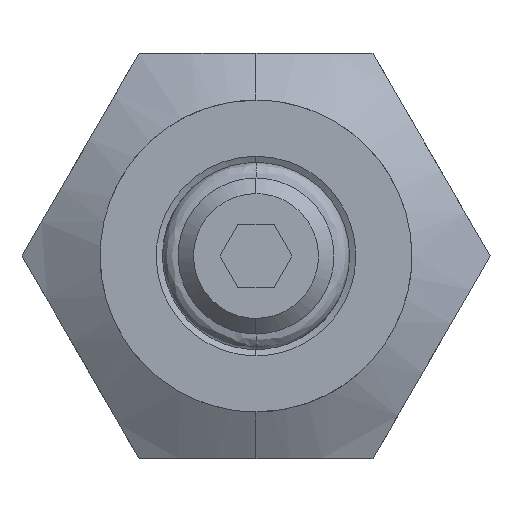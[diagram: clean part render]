
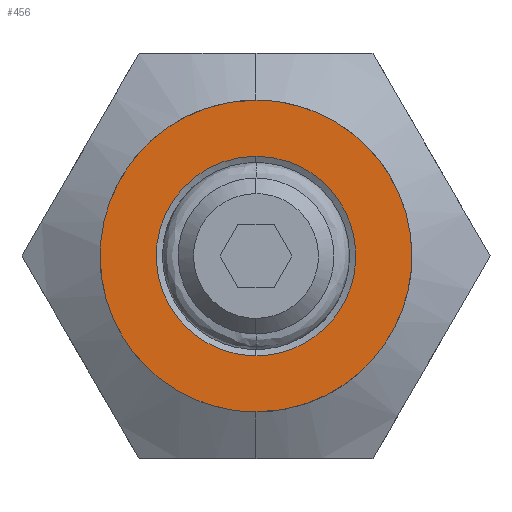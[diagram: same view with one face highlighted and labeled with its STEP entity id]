
A CAD part, front view. The second image highlights one B-rep face of the part: STEP entity #456.
In plain terms, the highlighted free-form (B-spline) face has degree [1, 1] with [2, 2] control points.
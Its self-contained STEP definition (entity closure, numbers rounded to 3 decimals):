
#22 = EDGE_CURVE ( 'NONE', #3325, #946, #675, .T. ) ;
#78 = CARTESIAN_POINT ( 'NONE',  ( 0.42, 4., -3.2 ) ) ;
#104 = CARTESIAN_POINT ( 'NONE',  ( 2.796, 4., -1.613 ) ) ;
#106 = CARTESIAN_POINT ( 'NONE',  ( -4., 4., 3.071 ) ) ;
#125 = CARTESIAN_POINT ( 'NONE',  ( 3.2, 4., -0.42 ) ) ;
#136 = CARTESIAN_POINT ( 'NONE',  ( 5.06, 4., 5.06 ) ) ;
#196 = CARTESIAN_POINT ( 'NONE',  ( 4.368, 4., -2.52 ) ) ;
#208 = CARTESIAN_POINT ( 'NONE',  ( 0.657, 4., -5. ) ) ;
#219 = CARTESIAN_POINT ( 'NONE',  ( 2.52, 4., 4.368 ) ) ;
#356 = CARTESIAN_POINT ( 'NONE',  ( 2.56, 4., -1.966 ) ) ;
#376 = CARTESIAN_POINT ( 'NONE',  ( -5.06, 4., 5.06 ) ) ;
#379 = CARTESIAN_POINT ( 'NONE',  ( 1.613, 4., -2.796 ) ) ;
#456 = ADVANCED_FACE ( 'NONE', ( #645, #2656 ), #1353, .T. ) ;
#472 = CARTESIAN_POINT ( 'NONE',  ( 4., 4., 3.071 ) ) ;
#530 = CARTESIAN_POINT ( 'NONE',  ( -6.4, 4., 3.2 ) ) ;
#642 = CARTESIAN_POINT ( 'NONE',  ( -1.307, 4., 4.871 ) ) ;
#645 = FACE_BOUND ( 'NONE', #1221, .T. ) ;
#653 = CARTESIAN_POINT ( 'NONE',  ( -5., 4., -0.657 ) ) ;
#654 = CARTESIAN_POINT ( 'NONE',  ( -4.368, 4., 2.52 ) ) ;
#660 = CARTESIAN_POINT ( 'NONE',  ( 0.836, 4., -3.117 ) ) ;
#669 = CARTESIAN_POINT ( 'NONE',  ( 5.06, 4., -5.06 ) ) ;
#675 = B_SPLINE_CURVE_WITH_KNOTS ( 'NONE', 3,
 ( #1206, #2540, #1477, #2295, #2585, #1760, #2819, #1713, #2025, #125, #3124, #104, #356, #3370, #379, #660, #78, #3337 ),
 .UNSPECIFIED., .F., .F.,
 ( 4, 2, 2, 2, 2, 2, 2, 2, 4 ),
 ( 0., 0.393, 0.785, 1.178, 1.571, 1.963, 2.356, 2.749, 3.142 ),
 .UNSPECIFIED. ) ;
#763 = CARTESIAN_POINT ( 'NONE',  ( 0.657, 4., 5. ) ) ;
#777 = CARTESIAN_POINT ( 'NONE',  ( 1.307, 4., 4.871 ) ) ;
#946 = VERTEX_POINT ( 'NONE', #1325 ) ;
#978 = ORIENTED_EDGE ( 'NONE', *, *, #2288, .T. ) ;
#1025 = CARTESIAN_POINT ( 'NONE',  ( 5., 4., 0.657 ) ) ;
#1054 = B_SPLINE_CURVE_WITH_KNOTS ( 'NONE', 3,
 ( #3448, #208, #1838, #2677, #3206, #3474, #196, #2125, #1875, #1025, #1825, #1587, #472, #1864, #219, #777, #763, #2149 ),
 .UNSPECIFIED., .F., .F.,
 ( 4, 2, 2, 2, 2, 2, 2, 2, 4 ),
 ( 0., 0.393, 0.785, 1.178, 1.571, 1.963, 2.356, 2.749, 3.142 ),
 .UNSPECIFIED. ) ;
#1079 = CARTESIAN_POINT ( 'NONE',  ( 0., 4., -5. ) ) ;
#1206 = CARTESIAN_POINT ( 'NONE',  ( 0., 4., 3.2 ) ) ;
#1221 = EDGE_LOOP ( 'NONE', ( #3070, #2470 ) ) ;
#1318 = CARTESIAN_POINT ( 'NONE',  ( -3.071, 4., -4. ) ) ;
#1325 = CARTESIAN_POINT ( 'NONE',  ( 0., 4., -3.2 ) ) ;
#1353 = B_SPLINE_SURFACE_WITH_KNOTS ( 'NONE', 1, 1, ( 
 ( #376, #136 ),
 ( #3132, #669 ) ),
 .UNSPECIFIED., .F., .F., .F.,
 ( 2, 2 ),
 ( 2, 2 ),
 ( 0., 1. ),
 ( 0., 1. ),
 .UNSPECIFIED. ) ;
#1442 = CARTESIAN_POINT ( 'NONE',  ( -4.368, 4., -2.52 ) ) ;
#1467 = CARTESIAN_POINT ( 'NONE',  ( -3.071, 4., 4. ) ) ;
#1477 = CARTESIAN_POINT ( 'NONE',  ( 0.836, 4., 3.117 ) ) ;
#1540 = ORIENTED_EDGE ( 'NONE', *, *, #2264, .T. ) ;
#1587 = CARTESIAN_POINT ( 'NONE',  ( 4.368, 4., 2.52 ) ) ;
#1605 = CARTESIAN_POINT ( 'NONE',  ( -5., 4., 0.657 ) ) ;
#1713 = CARTESIAN_POINT ( 'NONE',  ( 3.117, 4., 0.836 ) ) ;
#1731 = CARTESIAN_POINT ( 'NONE',  ( 0., 4., 5. ) ) ;
#1760 = CARTESIAN_POINT ( 'NONE',  ( 2.56, 4., 1.966 ) ) ;
#1825 = CARTESIAN_POINT ( 'NONE',  ( 4.871, 4., 1.307 ) ) ;
#1838 = CARTESIAN_POINT ( 'NONE',  ( 1.307, 4., -4.871 ) ) ;
#1853 = CARTESIAN_POINT ( 'NONE',  ( -4., 4., -3.071 ) ) ;
#1864 = CARTESIAN_POINT ( 'NONE',  ( 3.071, 4., 4. ) ) ;
#1875 = CARTESIAN_POINT ( 'NONE',  ( 5., 4., -0.657 ) ) ;
#1921 = CARTESIAN_POINT ( 'NONE',  ( 0., 4., 3.2 ) ) ;
#2025 = CARTESIAN_POINT ( 'NONE',  ( 3.2, 4., 0.42 ) ) ;
#2050 = EDGE_LOOP ( 'NONE', ( #978, #1540 ) ) ;
#2125 = CARTESIAN_POINT ( 'NONE',  ( 4.871, 4., -1.307 ) ) ;
#2149 = CARTESIAN_POINT ( 'NONE',  ( 0., 4., 5. ) ) ;
#2162 =( BOUNDED_CURVE ( )  B_SPLINE_CURVE ( 3, ( #1921, #530, #2464, #2208 ),
 .UNSPECIFIED., .F., .F. ) 
 B_SPLINE_CURVE_WITH_KNOTS ( ( 4, 4 ),
 ( -3.142, 0. ),
 .UNSPECIFIED. ) 
 CURVE ( )  GEOMETRIC_REPRESENTATION_ITEM ( )  RATIONAL_B_SPLINE_CURVE ( ( 1., 0.333, 0.333, 1. ) ) 
 REPRESENTATION_ITEM ( '' )  );
#2208 = CARTESIAN_POINT ( 'NONE',  ( 0., 4., -3.2 ) ) ;
#2264 = EDGE_CURVE ( 'NONE', #2371, #2463, #2990, .T. ) ;
#2288 = EDGE_CURVE ( 'NONE', #2463, #2371, #1054, .T. ) ;
#2295 = CARTESIAN_POINT ( 'NONE',  ( 1.613, 4., 2.796 ) ) ;
#2298 = CARTESIAN_POINT ( 'NONE',  ( -0.657, 4., 5. ) ) ;
#2371 = VERTEX_POINT ( 'NONE', #2758 ) ;
#2392 = CARTESIAN_POINT ( 'NONE',  ( -0.657, 4., -5. ) ) ;
#2453 = EDGE_CURVE ( 'NONE', #3325, #946, #2162, .T. ) ;
#2463 = VERTEX_POINT ( 'NONE', #1079 ) ;
#2464 = CARTESIAN_POINT ( 'NONE',  ( -6.4, 4., -3.2 ) ) ;
#2470 = ORIENTED_EDGE ( 'NONE', *, *, #2453, .F. ) ;
#2540 = CARTESIAN_POINT ( 'NONE',  ( 0.42, 4., 3.2 ) ) ;
#2577 = CARTESIAN_POINT ( 'NONE',  ( -4.871, 4., -1.307 ) ) ;
#2585 = CARTESIAN_POINT ( 'NONE',  ( 1.966, 4., 2.56 ) ) ;
#2656 = FACE_OUTER_BOUND ( 'NONE', #2050, .T. ) ;
#2677 = CARTESIAN_POINT ( 'NONE',  ( 2.52, 4., -4.368 ) ) ;
#2758 = CARTESIAN_POINT ( 'NONE',  ( 0., 4., 5. ) ) ;
#2819 = CARTESIAN_POINT ( 'NONE',  ( 2.796, 4., 1.613 ) ) ;
#2837 = CARTESIAN_POINT ( 'NONE',  ( -2.52, 4., 4.368 ) ) ;
#2848 = CARTESIAN_POINT ( 'NONE',  ( -4.871, 4., 1.307 ) ) ;
#2924 = CARTESIAN_POINT ( 'NONE',  ( -1.307, 4., -4.871 ) ) ;
#2948 = CARTESIAN_POINT ( 'NONE',  ( -2.52, 4., -4.368 ) ) ;
#2990 = B_SPLINE_CURVE_WITH_KNOTS ( 'NONE', 3,
 ( #1731, #2298, #642, #2837, #1467, #106, #654, #2848, #1605, #653, #2577, #1442, #1853, #1318, #2948, #2924, #2392, #3196 ),
 .UNSPECIFIED., .F., .F.,
 ( 4, 2, 2, 2, 2, 2, 2, 2, 4 ),
 ( 0., 0.393, 0.785, 1.178, 1.571, 1.963, 2.356, 2.749, 3.142 ),
 .UNSPECIFIED. ) ;
#3070 = ORIENTED_EDGE ( 'NONE', *, *, #22, .T. ) ;
#3124 = CARTESIAN_POINT ( 'NONE',  ( 3.117, 4., -0.836 ) ) ;
#3132 = CARTESIAN_POINT ( 'NONE',  ( -5.06, 4., -5.06 ) ) ;
#3196 = CARTESIAN_POINT ( 'NONE',  ( 0., 4., -5. ) ) ;
#3206 = CARTESIAN_POINT ( 'NONE',  ( 3.071, 4., -4. ) ) ;
#3325 = VERTEX_POINT ( 'NONE', #3492 ) ;
#3337 = CARTESIAN_POINT ( 'NONE',  ( 0., 4., -3.2 ) ) ;
#3370 = CARTESIAN_POINT ( 'NONE',  ( 1.966, 4., -2.56 ) ) ;
#3448 = CARTESIAN_POINT ( 'NONE',  ( 0., 4., -5. ) ) ;
#3474 = CARTESIAN_POINT ( 'NONE',  ( 4., 4., -3.071 ) ) ;
#3492 = CARTESIAN_POINT ( 'NONE',  ( 0., 4., 3.2 ) ) ;
